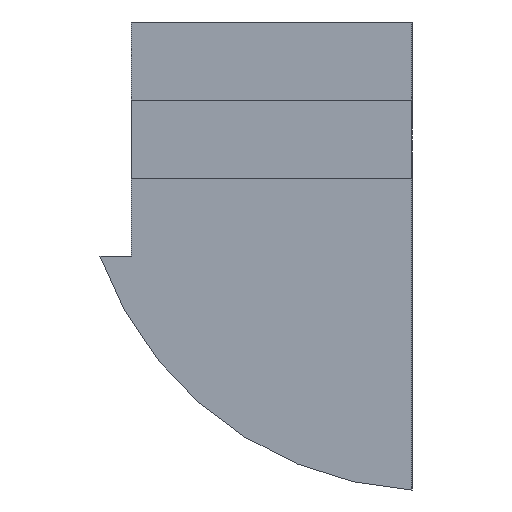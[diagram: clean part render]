
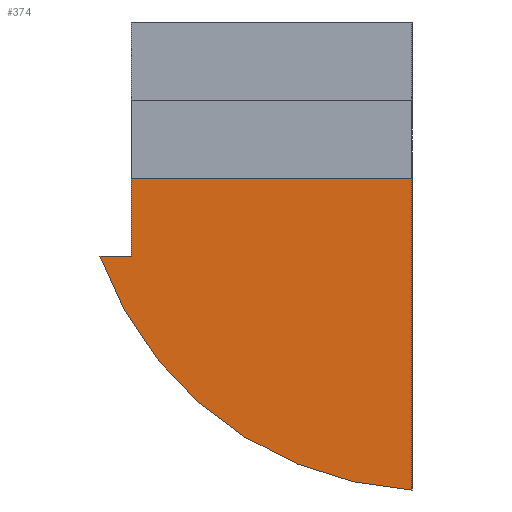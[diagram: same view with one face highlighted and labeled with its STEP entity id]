
A CAD part, left-side view. The second image highlights one B-rep face of the part: STEP entity #374.
In plain terms, the highlighted planar face has unit normal (-1, 0, 0).
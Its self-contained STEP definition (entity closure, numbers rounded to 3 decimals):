
#36=CIRCLE('',#425,45.);
#45=FACE_OUTER_BOUND('',#72,.T.);
#72=EDGE_LOOP('',(#299,#300,#301,#302,#303));
#91=LINE('',#557,#132);
#103=LINE('',#589,#144);
#109=LINE('',#608,#150);
#110=LINE('',#611,#151);
#132=VECTOR('',#451,10.);
#144=VECTOR('',#475,10.);
#150=VECTOR('',#495,10.);
#151=VECTOR('',#498,10.);
#172=VERTEX_POINT('',#554);
#173=VERTEX_POINT('',#556);
#186=VERTEX_POINT('',#586);
#187=VERTEX_POINT('',#588);
#194=VERTEX_POINT('',#610);
#207=EDGE_CURVE('',#173,#172,#91,.T.);
#223=EDGE_CURVE('',#187,#186,#103,.T.);
#233=EDGE_CURVE('',#172,#187,#109,.T.);
#234=EDGE_CURVE('',#186,#194,#110,.T.);
#235=EDGE_CURVE('',#194,#173,#36,.T.);
#299=ORIENTED_EDGE('',*,*,#207,.T.);
#300=ORIENTED_EDGE('',*,*,#233,.T.);
#301=ORIENTED_EDGE('',*,*,#223,.T.);
#302=ORIENTED_EDGE('',*,*,#234,.T.);
#303=ORIENTED_EDGE('',*,*,#235,.T.);
#360=PLANE('',#424);
#374=ADVANCED_FACE('',(#45),#360,.F.);
#424=AXIS2_PLACEMENT_3D('',#609,#496,#497);
#425=AXIS2_PLACEMENT_3D('',#612,#499,#500);
#451=DIRECTION('',(0.,0.,1.));
#475=DIRECTION('',(0.,0.,-1.));
#495=DIRECTION('',(0.,1.,0.));
#496=DIRECTION('center_axis',(1.,0.,0.));
#497=DIRECTION('ref_axis',(0.,0.,-1.));
#498=DIRECTION('',(0.,1.,0.));
#499=DIRECTION('center_axis',(-1.,0.,0.));
#500=DIRECTION('ref_axis',(0.,0.054,-0.999));
#554=CARTESIAN_POINT('',(10.,-8.322,25.083));
#556=CARTESIAN_POINT('',(10.,-8.322,-14.917));
#557=CARTESIAN_POINT('',(10.,-8.322,15.083));
#586=CARTESIAN_POINT('',(10.,27.678,15.083));
#588=CARTESIAN_POINT('',(10.,27.678,25.083));
#589=CARTESIAN_POINT('',(10.,27.678,22.583));
#608=CARTESIAN_POINT('',(10.,-8.323,25.083));
#609=CARTESIAN_POINT('Origin',(10.,-8.323,15.083));
#610=CARTESIAN_POINT('',(10.,31.678,15.083));
#611=CARTESIAN_POINT('',(10.,11.677,15.083));
#612=CARTESIAN_POINT('Origin',(10.,-10.772,30.016));
